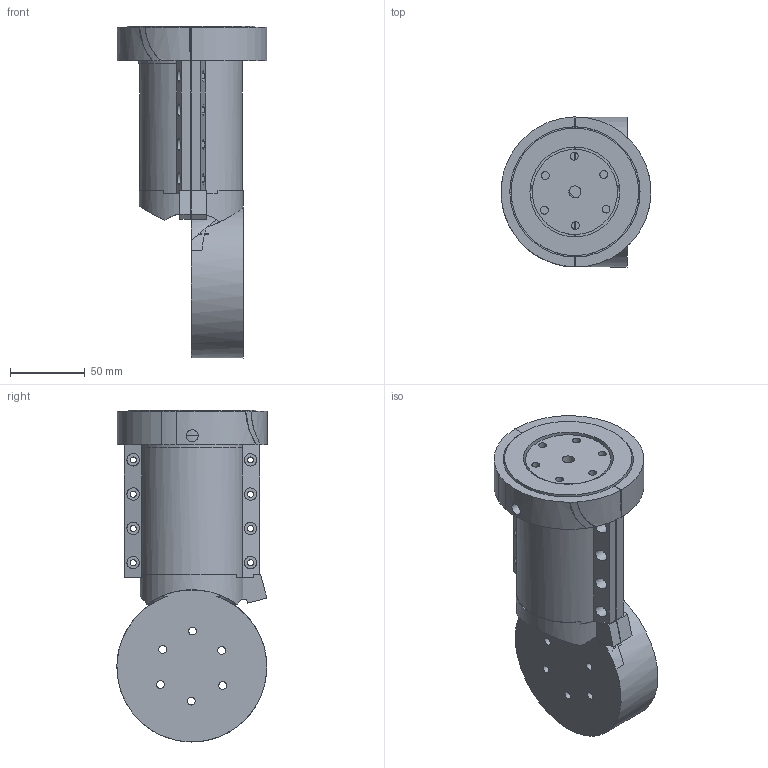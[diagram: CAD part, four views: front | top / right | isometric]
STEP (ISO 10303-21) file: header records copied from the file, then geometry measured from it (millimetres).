
FILE_DESCRIPTION(('Open CASCADE Model'),'2;1');
FILE_NAME('Open CASCADE Shape Model','2024-11-11T14:31:03',('Author'),( 'Open CASCADE'),'Open CASCADE STEP processor 7.6','Open CASCADE 7.6' ,'Unknown');
FILE_SCHEMA(('AUTOMOTIVE_DESIGN { 1 0 10303 214 1 1 1 1 }'));
Length unit declared in the file: millimetre
Products named in the file (6): Open CASCADE STEP translator 7.6 1; Open CASCADE STEP translator 7.6 1.1; Open CASCADE STEP translator 7.6 1.2; Open CASCADE STEP translator 7.6 1.3; Open CASCADE STEP translator 7.6 1.4; Open CASCADE STEP translator 7.6 1.5
Assembly tree (5 placements, depth 2):
  Open CASCADE STEP translator 7.6 1
    Open CASCADE STEP translator 7.6 1.1
    Open CASCADE STEP translator 7.6 1.2
    Open CASCADE STEP translator 7.6 1.3
    Open CASCADE STEP translator 7.6 1.4
    Open CASCADE STEP translator 7.6 1.5
Bounding box: 99.99 x 100.18 x 221.37 mm (x, y, z)
Volume: 612133.3 mm3; surface area: 157419.4 mm2
Topology: 5 solids, 5 shells, 348 faces, 962 edges, 648 vertices
Faces by surface type: plane 211, cylinder 136, extrusion 1
Full cylindrical faces by diameter (mm): 4 x4, 4.018 x16, 4.04 x4, 5.2 x6, 5.252 x6, 8 x4, 8.286 x8, 22 x1, 30 x1, 36 x1, 56.8 x1, 60 x1, 83.83 x1, 85 x1
Entity records: 31537 total; most frequent: CARTESIAN_POINT 12492, DIRECTION 3446, VECTOR 1945, LINE 1944, ORIENTED_EDGE 1926, PCURVE 1924, DEFINITIONAL_REPRESENTATION 1924, EDGE_CURVE 962
